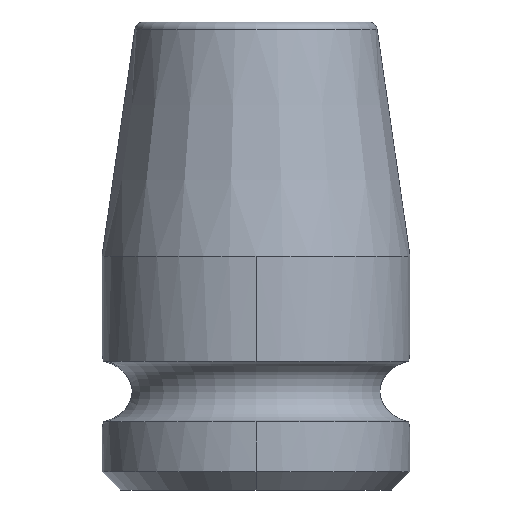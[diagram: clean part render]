
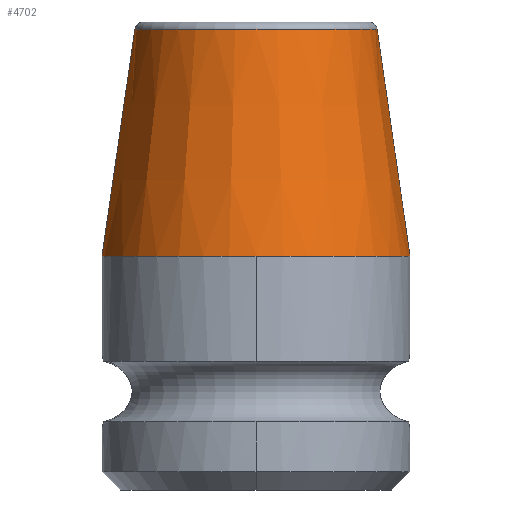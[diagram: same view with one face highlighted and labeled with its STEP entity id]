
A CAD part, left-side view. The second image highlights one B-rep face of the part: STEP entity #4702.
In plain terms, the highlighted conical face has half-angle 8.236 degrees and reference radius 11.168 mm.
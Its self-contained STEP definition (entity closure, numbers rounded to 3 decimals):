
#2517=CARTESIAN_POINT('',(0.,0.,19.));
#2518=DIRECTION('',(0.,0.,1.));
#2519=DIRECTION('',(0.,1.,0.));
#2520=AXIS2_PLACEMENT_3D('',#2517,#2518,#2519);
#2683=CARTESIAN_POINT('',(0.,0.,19.));
#2684=DIRECTION('',(0.,0.,1.));
#2685=DIRECTION('',(-1.,0.,0.));
#2686=AXIS2_PLACEMENT_3D('',#2683,#2684,#2685);
#3420=DIRECTION('',(0.,0.143,-0.99));
#3421=VECTOR('',#3420,18.592);
#3422=CARTESIAN_POINT('',(0.,9.837,
37.4));
#3423=LINE('',#3422,#3421);
#3424=DIRECTION('',(0.,-0.143,-0.99));
#3425=VECTOR('',#3424,18.592);
#3426=CARTESIAN_POINT('',(0.,-9.837,
37.4));
#3427=LINE('',#3426,#3425);
#3428=CARTESIAN_POINT('',(0.,0.,37.4));
#3429=DIRECTION('',(0.,0.,1.));
#3430=DIRECTION('',(0.,1.,0.));
#3431=AXIS2_PLACEMENT_3D('',#3428,#3429,#3430);
#3626=CARTESIAN_POINT('',(0.,12.5,19.));
#3627=CARTESIAN_POINT('',(-12.5,0.,19.));
#3628=VERTEX_POINT('',#3626);
#3629=VERTEX_POINT('',#3627);
#3630=CARTESIAN_POINT('',(0.,-12.5,19.));
#3631=VERTEX_POINT('',#3630);
#3638=CARTESIAN_POINT('',(0.,9.837,37.4));
#3639=CARTESIAN_POINT('',(0.,-9.837,37.4));
#3640=VERTEX_POINT('',#3638);
#3641=VERTEX_POINT('',#3639);
#4690=CARTESIAN_POINT('',(0.,0.,28.2));
#4691=DIRECTION('',(0.,0.,-1.));
#4692=DIRECTION('',(0.,-1.,0.));
#4693=AXIS2_PLACEMENT_3D('',#4690,#4691,#4692);
#4694=CONICAL_SURFACE('',#4693,11.168,8.236);
#4695=ORIENTED_EDGE('',*,*,#4655,.T.);
#4696=ORIENTED_EDGE('',*,*,#4685,.T.);
#4697=ORIENTED_EDGE('',*,*,#3831,.F.);
#4698=ORIENTED_EDGE('',*,*,#3764,.F.);
#4699=ORIENTED_EDGE('',*,*,#4681,.F.);
#4700=EDGE_LOOP('',(#4695,#4696,#4697,#4698,#4699));
#4701=FACE_OUTER_BOUND('',#4700,.F.);
#4702=ADVANCED_FACE('',(#4701),#4694,.T.);
#2521=CIRCLE('',#2520,12.5);
#2687=CIRCLE('',#2686,12.5);
#3432=CIRCLE('',#3431,9.837);
#3764=EDGE_CURVE('',#3628,#3629,#2521,.T.);
#3831=EDGE_CURVE('',#3629,#3631,#2687,.T.);
#4655=EDGE_CURVE('',#3640,#3641,#3432,.T.);
#4681=EDGE_CURVE('',#3640,#3628,#3423,.T.);
#4685=EDGE_CURVE('',#3641,#3631,#3427,.T.);
